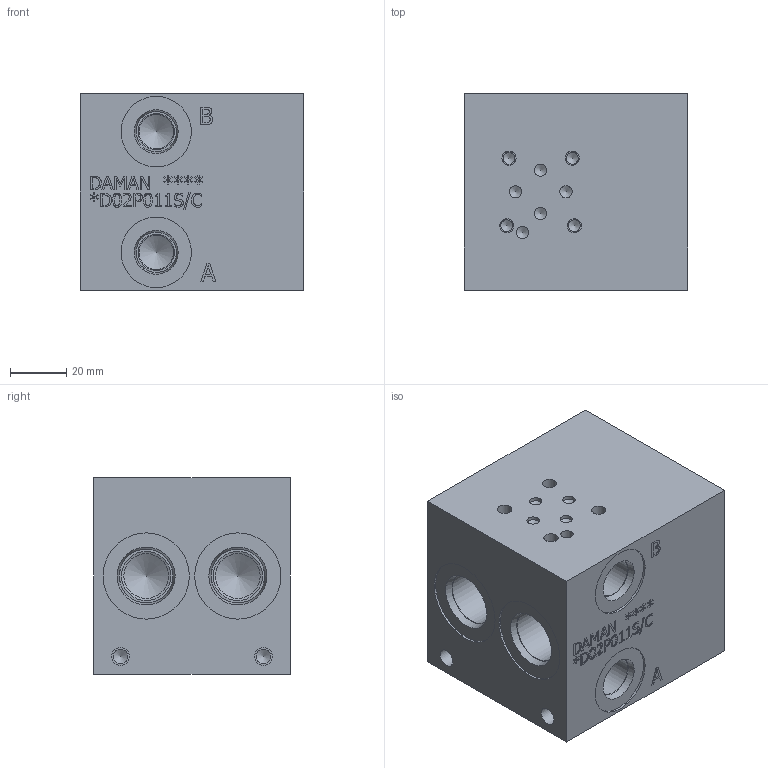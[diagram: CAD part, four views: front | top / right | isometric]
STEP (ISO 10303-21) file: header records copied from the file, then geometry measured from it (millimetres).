
FILE_DESCRIPTION(/* description */ (''),/* implementation_level */ '2;1');
FILE_NAME(/* name */ '_D02P011S_C.stp',/* time_stamp */ '2021-07-23T15:23:05-04:00',/* author */ ('anthonyv'),/* organization */ (''),/* preprocessor_version */ 'ST-DEVELOPER v18.1',/* originating_system */ 'Autodesk Inventor 2021',/* authorisation */ '');
FILE_SCHEMA (('AUTOMOTIVE_DESIGN { 1 0 10303 214 3 1 1 }'));
Length unit declared in the file: millimetre
Products named in the file (1): _D02P011S_C
Bounding box: 79.38 x 69.85 x 69.85 mm (x, y, z)
Volume: 337491.9 mm3; surface area: 43781.4 mm2
Topology: 1 solids, 1 shells, 480 faces, 1314 edges, 890 vertices
Faces by surface type: plane 274, bspline 107, cylinder 57, cone 42
Full cylindrical faces by diameter (mm): 4.216 x4, 4.343 x1, 4.369 x4, 5.004 x4, 5.105 x4, 6.35 x4, 12.294 x2, 12.9 x1, 12.903 x1, 14.275 x2, 14.29 x1, 14.529 x2, 15.875 x4, 15.9 x1, 17.501 x4, 19.05 x4, 19.253 x4, 20.62 x1, 22.23 x1, 22.54 x1, 25.019 x2, 30.16 x1, 30.632 x4
Entity records: 16083 total; most frequent: CARTESIAN_POINT 4056, ORIENTED_EDGE 2588, DIRECTION 2048, EDGE_CURVE 1294, VERTEX_POINT 890, LINE 860, VECTOR 860, AXIS2_PLACEMENT_3D 594
